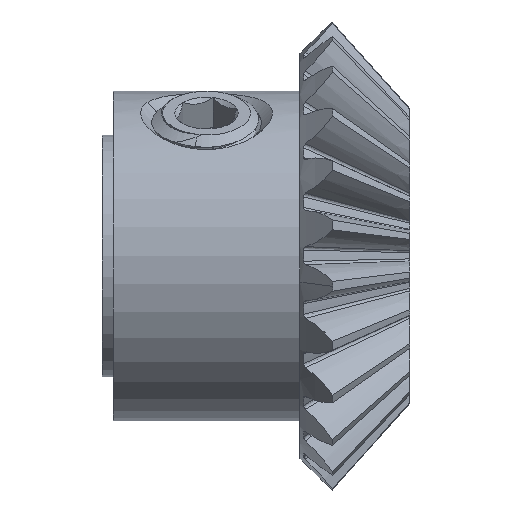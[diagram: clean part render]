
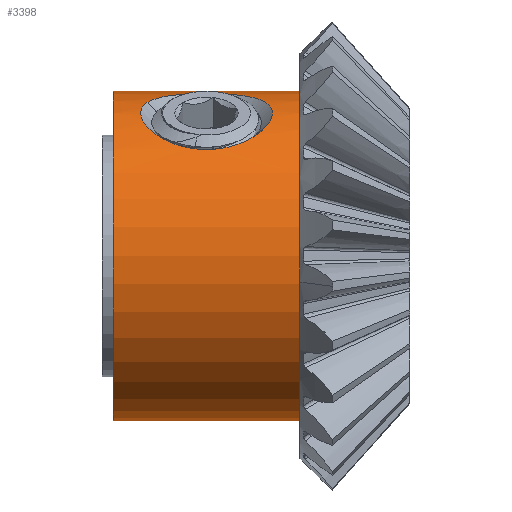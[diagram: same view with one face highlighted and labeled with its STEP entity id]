
A CAD part, top view. The second image highlights one B-rep face of the part: STEP entity #3398.
In plain terms, the highlighted cylindrical face has radius 7.5 mm (diameter 15 mm), a partial arc.
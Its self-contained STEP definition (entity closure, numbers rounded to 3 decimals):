
#250 = CIRCLE ( 'NONE', #11923, 7.5 ) ;
#678 = CARTESIAN_POINT ( 'NONE',  ( 13.798, 6.227, 4.183 ) ) ;
#839 = CARTESIAN_POINT ( 'NONE',  ( 12.719, 7.268, 1.865 ) ) ;
#995 = CARTESIAN_POINT ( 'NONE',  ( 11.617, 4.897, 5.681 ) ) ;
#1241 = CARTESIAN_POINT ( 'NONE',  ( 8.996, 5.256, 5.352 ) ) ;
#1338 = CARTESIAN_POINT ( 'NONE',  ( 6.101, 0., 0. ) ) ;
#1561 = CARTESIAN_POINT ( 'NONE',  ( 12.466, 5.146, 5.457 ) ) ;
#1615 = DIRECTION ( 'NONE',  ( 0., -1., 0. ) ) ;
#1709 = CARTESIAN_POINT ( 'NONE',  ( 12.915, 5.368, 5.239 ) ) ;
#1922 = CARTESIAN_POINT ( 'NONE',  ( 13.054, 5.453, 5.15 ) ) ;
#2094 = CARTESIAN_POINT ( 'NONE',  ( 15.101, 7.5, 0. ) ) ;
#2394 = CARTESIAN_POINT ( 'NONE',  ( 11.357, 7.378, 1.349 ) ) ;
#2538 = CARTESIAN_POINT ( 'NONE',  ( 13.51, 5.827, 4.721 ) ) ;
#2619 = CARTESIAN_POINT ( 'NONE',  ( 13.723, 6.841, 3.078 ) ) ;
#2693 = CARTESIAN_POINT ( 'NONE',  ( 8.192, 7.002, 2.686 ) ) ;
#2765 = CARTESIAN_POINT ( 'NONE',  ( 12.139, 5.027, 5.567 ) ) ;
#2852 = CARTESIAN_POINT ( 'NONE',  ( 8.096, 6.946, 2.833 ) ) ;
#3012 = CARTESIAN_POINT ( 'NONE',  ( 9.471, 5.057, 5.539 ) ) ;
#3092 = CARTESIAN_POINT ( 'NONE',  ( 7.979, 6.086, 4.386 ) ) ;
#3398 = ADVANCED_FACE ( 'NONE', ( #3876, #22077 ), #4139, .T. ) ;
#3540 = LINE ( 'NONE', #5358, #17006 ) ;
#3547 = DIRECTION ( 'NONE',  ( -1., 0., 0. ) ) ;
#3563 = EDGE_CURVE ( 'NONE', #17182, #19792, #250, .T. ) ;
#3876 = FACE_BOUND ( 'NONE', #19732, .T. ) ;
#4139 = CYLINDRICAL_SURFACE ( 'NONE', #5321, 7.5 ) ;
#4257 = CARTESIAN_POINT ( 'NONE',  ( 13.847, 6.605, 3.558 ) ) ;
#4331 = CARTESIAN_POINT ( 'NONE',  ( 11.893, 7.353, 1.478 ) ) ;
#4400 = CARTESIAN_POINT ( 'NONE',  ( 13.264, 7.132, 2.333 ) ) ;
#4526 = B_SPLINE_CURVE_WITH_KNOTS ( 'NONE', 3,
 ( #2538, #18336, #9539, #678, #12992, #14864, #4257, #6171, #2619, #5950, #4400, #839, #7783, #4331, #11296, #2394, #13071, #7860, #6026, #18489, #18265, #20119, #7633, #16626, #13226, #2693 ),
 .UNSPECIFIED., .F., .F.,
 ( 4, 2, 2, 2, 2, 2, 2, 2, 2, 2, 2, 2, 4 ),
 ( 0.01, 0.01, 0.011, 0.011, 0.012, 0.013, 0.014, 0.015, 0.015, 0.016, 0.016, 0.017, 0.018 ),
 .UNSPECIFIED. ) ;
#4629 = CARTESIAN_POINT ( 'NONE',  ( 7.844, 6.479, 3.782 ) ) ;
#4675 = AXIS2_PLACEMENT_3D ( 'NONE', #17375, #20927, #19374 ) ;
#5286 = DIRECTION ( 'NONE',  ( 1., 0., 0. ) ) ;
#5321 = AXIS2_PLACEMENT_3D ( 'NONE', #1338, #10165, #13795 ) ;
#5358 = CARTESIAN_POINT ( 'NONE',  ( 6.101, -7.5, 0. ) ) ;
#5451 = ORIENTED_EDGE ( 'NONE', *, *, #15582, .F. ) ;
#5535 = EDGE_CURVE ( 'NONE', #20762, #19792, #8776, .T. ) ;
#5950 = CARTESIAN_POINT ( 'NONE',  ( 13.493, 7.037, 2.615 ) ) ;
#6026 = CARTESIAN_POINT ( 'NONE',  ( 10.629, 7.383, 1.318 ) ) ;
#6171 = CARTESIAN_POINT ( 'NONE',  ( 13.779, 6.769, 3.235 ) ) ;
#6396 = CARTESIAN_POINT ( 'NONE',  ( 8.133, 5.884, 4.654 ) ) ;
#6628 = CARTESIAN_POINT ( 'NONE',  ( 10.891, 4.828, 5.74 ) ) ;
#7454 = CARTESIAN_POINT ( 'NONE',  ( 13.304, 5.633, 4.953 ) ) ;
#7551 = VERTEX_POINT ( 'NONE', #16790 ) ;
#7633 = CARTESIAN_POINT ( 'NONE',  ( 9.229, 7.305, 1.714 ) ) ;
#7783 = CARTESIAN_POINT ( 'NONE',  ( 12.4, 7.312, 1.676 ) ) ;
#7860 = CARTESIAN_POINT ( 'NONE',  ( 10.813, 7.385, 1.311 ) ) ;
#8249 = CARTESIAN_POINT ( 'NONE',  ( 8.227, 5.785, 4.775 ) ) ;
#8329 = CARTESIAN_POINT ( 'NONE',  ( 9.811, 4.956, 5.63 ) ) ;
#8359 = EDGE_CURVE ( 'NONE', #9972, #17182, #3540, .T. ) ;
#8417 = CARTESIAN_POINT ( 'NONE',  ( 11.077, 4.833, 5.735 ) ) ;
#8776 = LINE ( 'NONE', #17322, #20930 ) ;
#9061 = ORIENTED_EDGE ( 'NONE', *, *, #12425, .F. ) ;
#9539 = CARTESIAN_POINT ( 'NONE',  ( 13.684, 6.027, 4.466 ) ) ;
#9911 = CARTESIAN_POINT ( 'NONE',  ( 8.019, 6.883, 2.985 ) ) ;
#9922 = CARTESIAN_POINT ( 'NONE',  ( 15.101, -7.5, 0. ) ) ;
#9972 = VERTEX_POINT ( 'NONE', #12250 ) ;
#10066 = CARTESIAN_POINT ( 'NONE',  ( 9.989, 4.915, 5.665 ) ) ;
#10125 = CARTESIAN_POINT ( 'NONE',  ( 13.51, 5.827, 4.721 ) ) ;
#10165 = DIRECTION ( 'NONE',  ( 1., 0., 0. ) ) ;
#10324 = B_SPLINE_CURVE_WITH_KNOTS ( 'NONE', 3,
 ( #22230, #2852, #9911, #22318, #15175, #4629, #16934, #18801, #3092, #6396, #8249, #20582, #11761, #18724, #1241, #13538, #3012, #8329, #10066, #18968, #17189, #6628, #8417, #22155, #995, #13302, #2765, #1561, #21053, #1709, #1922, #7454, #14994, #10125 ),
 .UNSPECIFIED., .F., .F.,
 ( 4, 2, 2, 2, 2, 2, 2, 2, 2, 2, 2, 2, 2, 2, 2, 2, 4 ),
 ( 0.001, 0.001, 0.002, 0.003, 0.003, 0.004, 0.004, 0.005, 0.005, 0.006, 0.006, 0.007, 0.007, 0.008, 0.009, 0.009, 0.01 ),
 .UNSPECIFIED. ) ;
#10575 = CARTESIAN_POINT ( 'NONE',  ( 15.101, 0., 0. ) ) ;
#11296 = CARTESIAN_POINT ( 'NONE',  ( 11.716, 7.363, 1.425 ) ) ;
#11540 = ORIENTED_EDGE ( 'NONE', *, *, #5535, .F. ) ;
#11761 = CARTESIAN_POINT ( 'NONE',  ( 8.574, 5.502, 5.098 ) ) ;
#11923 = AXIS2_PLACEMENT_3D ( 'NONE', #10575, #3547, #1615 ) ;
#12250 = CARTESIAN_POINT ( 'NONE',  ( 6.601, -7.5, 0. ) ) ;
#12425 = EDGE_CURVE ( 'NONE', #13282, #7551, #10324, .T. ) ;
#12471 = CARTESIAN_POINT ( 'NONE',  ( 8.192, 7.002, 2.686 ) ) ;
#12992 = CARTESIAN_POINT ( 'NONE',  ( 13.834, 6.328, 4.03 ) ) ;
#13071 = CARTESIAN_POINT ( 'NONE',  ( 11.177, 7.382, 1.327 ) ) ;
#13221 = ORIENTED_EDGE ( 'NONE', *, *, #14795, .F. ) ;
#13226 = CARTESIAN_POINT ( 'NONE',  ( 8.382, 7.115, 2.393 ) ) ;
#13282 = VERTEX_POINT ( 'NONE', #12471 ) ;
#13302 = CARTESIAN_POINT ( 'NONE',  ( 11.966, 4.976, 5.612 ) ) ;
#13538 = CARTESIAN_POINT ( 'NONE',  ( 9.308, 5.117, 5.484 ) ) ;
#13795 = DIRECTION ( 'NONE',  ( 0., 1., 0. ) ) ;
#14795 = EDGE_CURVE ( 'NONE', #9972, #20762, #15020, .T. ) ;
#14864 = CARTESIAN_POINT ( 'NONE',  ( 13.858, 6.516, 3.719 ) ) ;
#14994 = CARTESIAN_POINT ( 'NONE',  ( 13.415, 5.728, 4.844 ) ) ;
#15020 = CIRCLE ( 'NONE', #4675, 7.5 ) ;
#15175 = CARTESIAN_POINT ( 'NONE',  ( 7.868, 6.655, 3.464 ) ) ;
#15582 = EDGE_CURVE ( 'NONE', #7551, #13282, #4526, .T. ) ;
#16020 = CARTESIAN_POINT ( 'NONE',  ( 6.601, 7.5, 0. ) ) ;
#16626 = CARTESIAN_POINT ( 'NONE',  ( 8.639, 7.193, 2.135 ) ) ;
#16790 = CARTESIAN_POINT ( 'NONE',  ( 13.51, 5.827, 4.721 ) ) ;
#16934 = CARTESIAN_POINT ( 'NONE',  ( 7.855, 6.383, 3.942 ) ) ;
#17006 = VECTOR ( 'NONE', #5286, 1000. ) ;
#17182 = VERTEX_POINT ( 'NONE', #9922 ) ;
#17189 = CARTESIAN_POINT ( 'NONE',  ( 10.526, 4.84, 5.729 ) ) ;
#17322 = CARTESIAN_POINT ( 'NONE',  ( 6.101, 7.5, 0. ) ) ;
#17375 = CARTESIAN_POINT ( 'NONE',  ( 6.601, 0., 0. ) ) ;
#17689 = ORIENTED_EDGE ( 'NONE', *, *, #3563, .T. ) ;
#18265 = CARTESIAN_POINT ( 'NONE',  ( 10.087, 7.368, 1.4 ) ) ;
#18336 = CARTESIAN_POINT ( 'NONE',  ( 13.606, 5.926, 4.599 ) ) ;
#18489 = CARTESIAN_POINT ( 'NONE',  ( 10.265, 7.375, 1.363 ) ) ;
#18724 = CARTESIAN_POINT ( 'NONE',  ( 8.847, 5.334, 5.274 ) ) ;
#18801 = CARTESIAN_POINT ( 'NONE',  ( 7.923, 6.187, 4.243 ) ) ;
#18968 = CARTESIAN_POINT ( 'NONE',  ( 10.346, 4.857, 5.715 ) ) ;
#19374 = DIRECTION ( 'NONE',  ( 0., -1., 0. ) ) ;
#19426 = ORIENTED_EDGE ( 'NONE', *, *, #8359, .T. ) ;
#19732 = EDGE_LOOP ( 'NONE', ( #9061, #5451 ) ) ;
#19792 = VERTEX_POINT ( 'NONE', #2094 ) ;
#20119 = CARTESIAN_POINT ( 'NONE',  ( 9.565, 7.338, 1.553 ) ) ;
#20582 = CARTESIAN_POINT ( 'NONE',  ( 8.448, 5.594, 4.998 ) ) ;
#20762 = VERTEX_POINT ( 'NONE', #16020 ) ;
#20927 = DIRECTION ( 'NONE',  ( -1., 0., 0. ) ) ;
#20930 = VECTOR ( 'NONE', #22842, 1000. ) ;
#21053 = CARTESIAN_POINT ( 'NONE',  ( 12.621, 5.215, 5.392 ) ) ;
#21294 = EDGE_LOOP ( 'NONE', ( #13221, #19426, #17689, #11540 ) ) ;
#22077 = FACE_OUTER_BOUND ( 'NONE', #21294, .T. ) ;
#22155 = CARTESIAN_POINT ( 'NONE',  ( 11.439, 4.868, 5.705 ) ) ;
#22230 = CARTESIAN_POINT ( 'NONE',  ( 8.192, 7.002, 2.686 ) ) ;
#22318 = CARTESIAN_POINT ( 'NONE',  ( 7.904, 6.736, 3.302 ) ) ;
#22842 = DIRECTION ( 'NONE',  ( 1., 0., 0. ) ) ;
